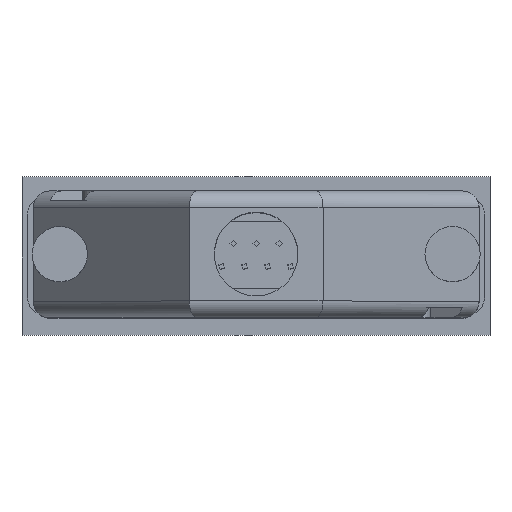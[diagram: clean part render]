
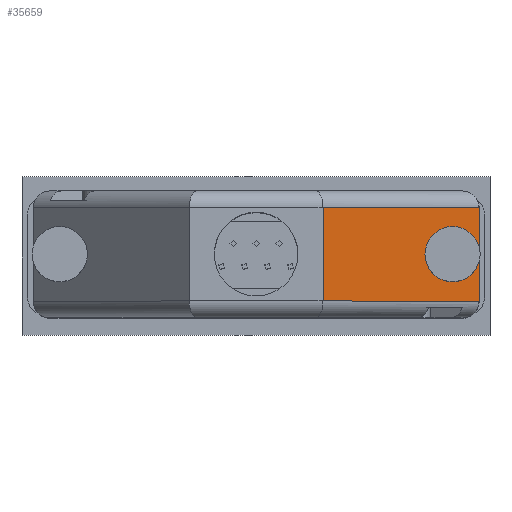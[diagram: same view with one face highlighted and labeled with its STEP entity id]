
A CAD part, top view. The second image highlights one B-rep face of the part: STEP entity #35659.
In plain terms, the highlighted face is planar.
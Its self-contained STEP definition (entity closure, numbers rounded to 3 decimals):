
#2500 = VERTEX_POINT ( 'NONE', #53678 ) ;
#5430 = EDGE_LOOP ( 'NONE', ( #13317, #64993 ) ) ;
#5474 = DIRECTION ( 'NONE',  ( -0.762, 0., 0.647 ) ) ;
#6183 = EDGE_LOOP ( 'NONE', ( #9891, #69459, #31378, #43914 ) ) ;
#6406 = CARTESIAN_POINT ( 'NONE',  ( 8., 7.6, -24. ) ) ;
#6920 = DIRECTION ( 'NONE',  ( 0., -1., 0. ) ) ;
#8914 = VECTOR ( 'NONE', #6920, 1000. ) ;
#9891 = ORIENTED_EDGE ( 'NONE', *, *, #49030, .T. ) ;
#13317 = ORIENTED_EDGE ( 'NONE', *, *, #17399, .T. ) ;
#14310 = VECTOR ( 'NONE', #53171, 1000. ) ;
#17399 = EDGE_CURVE ( 'NONE', #17531, #18181, #57952, .T. ) ;
#17531 = VERTEX_POINT ( 'NONE', #56466 ) ;
#18113 = CARTESIAN_POINT ( 'NONE',  ( 22., 3., -7.507 ) ) ;
#18181 = VERTEX_POINT ( 'NONE', #79823 ) ;
#20598 = CARTESIAN_POINT ( 'NONE',  ( 26.675, 7.6, -2. ) ) ;
#21082 = VECTOR ( 'NONE', #32875, 1000. ) ;
#25261 = LINE ( 'NONE', #68676, #14310 ) ;
#26912 = DIRECTION ( 'NONE',  ( 0.647, 0., 0.762 ) ) ;
#27012 = CARTESIAN_POINT ( 'NONE',  ( 22., -3., -7.507 ) ) ;
#28484 = EDGE_CURVE ( 'NONE', #71645, #47612, #45175, .T. ) ;
#31378 = ORIENTED_EDGE ( 'NONE', *, *, #28484, .T. ) ;
#32875 = DIRECTION ( 'NONE',  ( 0., -1., 0. ) ) ;
#35659 = ADVANCED_FACE ( 'NONE', ( #54825, #88602 ), #60773, .F. ) ;
#43914 = ORIENTED_EDGE ( 'NONE', *, *, #80451, .F. ) ;
#45175 = LINE ( 'NONE', #58911, #74237 ) ;
#45178 = EDGE_CURVE ( 'NONE', #18181, #17531, #68646, .T. ) ;
#47612 = VERTEX_POINT ( 'NONE', #49331 ) ;
#49030 = EDGE_CURVE ( 'NONE', #2500, #56747, #25261, .T. ) ;
#49331 = CARTESIAN_POINT ( 'NONE',  ( 8., -5.6, -24. ) ) ;
#52743 = EDGE_CURVE ( 'NONE', #56747, #71645, #57152, .T. ) ;
#52872 = CARTESIAN_POINT ( 'NONE',  ( 25., 0., -3.973 ) ) ;
#53171 = DIRECTION ( 'NONE',  ( 0.647, 0., 0.762 ) ) ;
#53678 = CARTESIAN_POINT ( 'NONE',  ( 8., 5.6, -24. ) ) ;
#54825 = FACE_BOUND ( 'NONE', #5430, .T. ) ;
#55835 = CARTESIAN_POINT ( 'NONE',  ( 25., 0., -3.973 ) ) ;
#56466 = CARTESIAN_POINT ( 'NONE',  ( 25., 0., -3.973 ) ) ;
#56747 = VERTEX_POINT ( 'NONE', #87848 ) ;
#57152 = LINE ( 'NONE', #20598, #8914 ) ;
#57952 =( BOUNDED_CURVE ( )  B_SPLINE_CURVE ( 3, ( #52872, #67946, #18113, #88455 ),
 .UNSPECIFIED., .F., .F. ) 
 B_SPLINE_CURVE_WITH_KNOTS ( ( 4, 4 ),
 ( 0., 3.142 ),
 .UNSPECIFIED. ) 
 CURVE ( )  GEOMETRIC_REPRESENTATION_ITEM ( )  RATIONAL_B_SPLINE_CURVE ( ( 1., 0.333, 0.333, 1. ) ) 
 REPRESENTATION_ITEM ( '' )  );
#58452 = DIRECTION ( 'NONE',  ( -0.647, 0., -0.762 ) ) ;
#58911 = CARTESIAN_POINT ( 'NONE',  ( 8., -5.6, -24. ) ) ;
#60773 = PLANE ( 'NONE',  #71088 ) ;
#62567 = LINE ( 'NONE', #6406, #21082 ) ;
#64993 = ORIENTED_EDGE ( 'NONE', *, *, #45178, .T. ) ;
#67946 = CARTESIAN_POINT ( 'NONE',  ( 25., 3., -3.973 ) ) ;
#68646 =( BOUNDED_CURVE ( )  B_SPLINE_CURVE ( 3, ( #69540, #27012, #82334, #55835 ),
 .UNSPECIFIED., .F., .F. ) 
 B_SPLINE_CURVE_WITH_KNOTS ( ( 4, 4 ),
 ( 3.142, 6.283 ),
 .UNSPECIFIED. ) 
 CURVE ( )  GEOMETRIC_REPRESENTATION_ITEM ( )  RATIONAL_B_SPLINE_CURVE ( ( 1., 0.333, 0.333, 1. ) ) 
 REPRESENTATION_ITEM ( '' )  );
#68676 = CARTESIAN_POINT ( 'NONE',  ( 8., 5.6, -24. ) ) ;
#69459 = ORIENTED_EDGE ( 'NONE', *, *, #52743, .T. ) ;
#69540 = CARTESIAN_POINT ( 'NONE',  ( 22., 0., -7.507 ) ) ;
#71088 = AXIS2_PLACEMENT_3D ( 'NONE', #89957, #5474, #26912 ) ;
#71645 = VERTEX_POINT ( 'NONE', #75438 ) ;
#74237 = VECTOR ( 'NONE', #58452, 1000. ) ;
#75438 = CARTESIAN_POINT ( 'NONE',  ( 26.675, -5.6, -2. ) ) ;
#79823 = CARTESIAN_POINT ( 'NONE',  ( 22., 0., -7.507 ) ) ;
#80451 = EDGE_CURVE ( 'NONE', #2500, #47612, #62567, .T. ) ;
#82334 = CARTESIAN_POINT ( 'NONE',  ( 25., -3., -3.973 ) ) ;
#87848 = CARTESIAN_POINT ( 'NONE',  ( 26.675, 5.6, -2. ) ) ;
#88455 = CARTESIAN_POINT ( 'NONE',  ( 22., 0., -7.507 ) ) ;
#88602 = FACE_OUTER_BOUND ( 'NONE', #6183, .T. ) ;
#89957 = CARTESIAN_POINT ( 'NONE',  ( 8., 7.6, -24. ) ) ;
